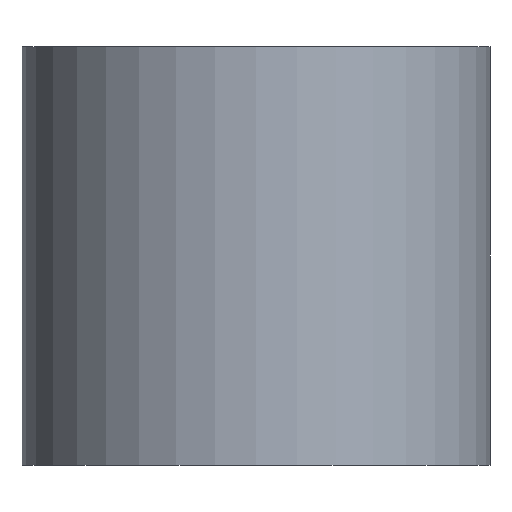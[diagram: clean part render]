
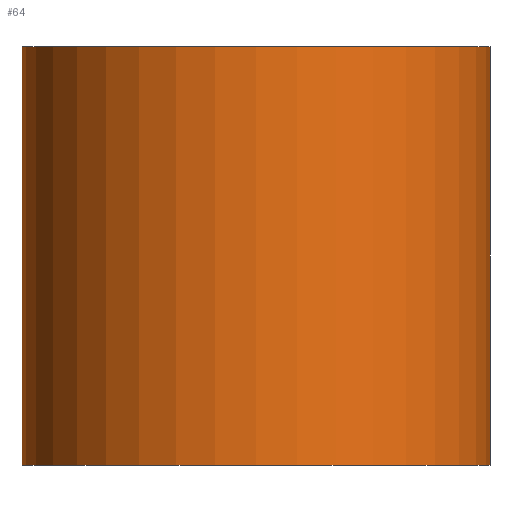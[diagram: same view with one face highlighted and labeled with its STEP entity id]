
A CAD part, front view. The second image highlights one B-rep face of the part: STEP entity #64.
In plain terms, the highlighted cylindrical face has radius 19.563 mm (diameter 39.126 mm), a full revolution.
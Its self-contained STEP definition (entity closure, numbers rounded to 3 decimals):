
#17=LINE('',#112,#19);
#19=VECTOR('',#93,19.563);
#21=CYLINDRICAL_SURFACE('',#73,19.563);
#24=FACE_OUTER_BOUND('',#29,.T.);
#29=EDGE_LOOP('',(#52,#53,#54,#55));
#35=CIRCLE('',#74,19.563);
#36=CIRCLE('',#75,19.563);
#39=VERTEX_POINT('',#109);
#40=VERTEX_POINT('',#111);
#44=EDGE_CURVE('',#39,#39,#35,.T.);
#45=EDGE_CURVE('',#39,#40,#17,.T.);
#46=EDGE_CURVE('',#40,#40,#36,.T.);
#52=ORIENTED_EDGE('',*,*,#44,.F.);
#53=ORIENTED_EDGE('',*,*,#45,.T.);
#54=ORIENTED_EDGE('',*,*,#46,.T.);
#55=ORIENTED_EDGE('',*,*,#45,.F.);
#64=ADVANCED_FACE('',(#24),#21,.T.);
#73=AXIS2_PLACEMENT_3D('',#108,#89,#90);
#74=AXIS2_PLACEMENT_3D('',#110,#91,#92);
#75=AXIS2_PLACEMENT_3D('',#113,#94,#95);
#89=DIRECTION('center_axis',(0.,0.,-1.));
#90=DIRECTION('ref_axis',(1.,0.,0.));
#91=DIRECTION('center_axis',(0.,0.,-1.));
#92=DIRECTION('ref_axis',(1.,0.,0.));
#93=DIRECTION('',(0.,0.,1.));
#94=DIRECTION('center_axis',(0.,0.,-1.));
#95=DIRECTION('ref_axis',(1.,0.,0.));
#108=CARTESIAN_POINT('Origin',(0.5,17.678,-1.5));
#109=CARTESIAN_POINT('',(-19.063,17.678,-36.5));
#110=CARTESIAN_POINT('Origin',(0.5,17.678,-36.5));
#111=CARTESIAN_POINT('',(-19.063,17.678,-1.5));
#112=CARTESIAN_POINT('',(-19.063,17.678,-1.5));
#113=CARTESIAN_POINT('Origin',(0.5,17.678,-1.5));
